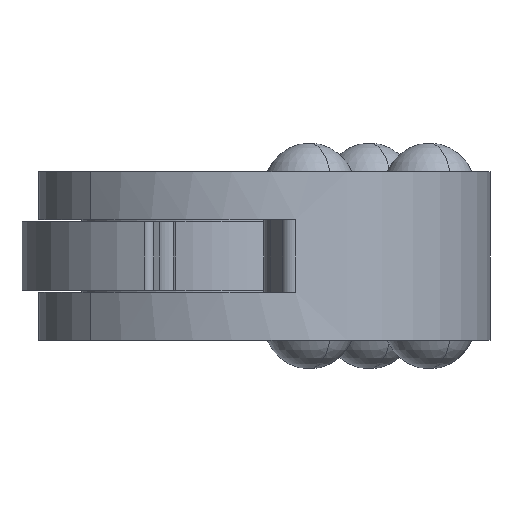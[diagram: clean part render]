
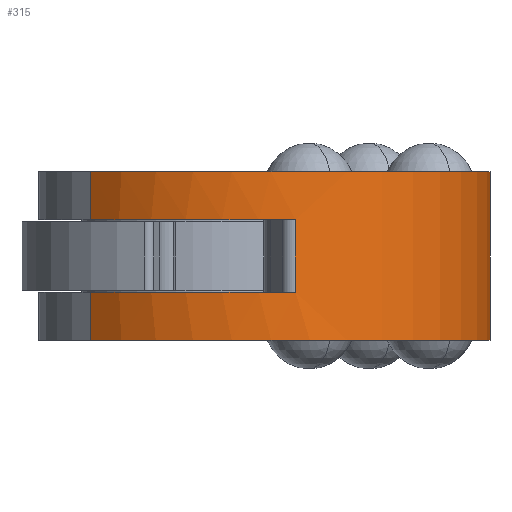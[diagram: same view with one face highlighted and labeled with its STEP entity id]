
A CAD part, left-side view. The second image highlights one B-rep face of the part: STEP entity #315.
In plain terms, the highlighted cylindrical face has radius 9.9 mm (diameter 19.8 mm), a partial arc.
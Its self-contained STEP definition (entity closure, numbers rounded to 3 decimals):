
#256=AXIS2_PLACEMENT_3D('Cylinder Axis2P3D',#253,#254,#255) ;
#269=AXIS2_PLACEMENT_3D('Circle Axis2P3D',#267,#268,$) ;
#283=AXIS2_PLACEMENT_3D('Circle Axis2P3D',#281,#282,$) ;
#297=AXIS2_PLACEMENT_3D('Circle Axis2P3D',#295,#296,$) ;
#302=AXIS2_PLACEMENT_3D('Circle Axis2P3D',#300,#301,$) ;
#231=CARTESIAN_POINT('Vertex',(2.66,16.652,1.2)) ;
#234=CARTESIAN_POINT('Line Origine',(2.66,16.652,2.2)) ;
#238=CARTESIAN_POINT('Vertex',(2.66,16.652,3.2)) ;
#253=CARTESIAN_POINT('Axis2P3D Location',(9.9,9.9,2.2)) ;
#258=CARTESIAN_POINT('Line Origine',(9.9,0.,2.2)) ;
#262=CARTESIAN_POINT('Vertex',(9.9,0.,1.2)) ;
#264=CARTESIAN_POINT('Vertex',(9.9,0.,8.2)) ;
#267=CARTESIAN_POINT('Axis2P3D Location',(9.9,9.9,8.2)) ;
#271=CARTESIAN_POINT('Vertex',(2.66,16.652,8.2)) ;
#274=CARTESIAN_POINT('Line Origine',(2.66,16.652,2.2)) ;
#278=CARTESIAN_POINT('Vertex',(2.66,16.652,6.2)) ;
#281=CARTESIAN_POINT('Axis2P3D Location',(9.9,9.9,6.2)) ;
#285=CARTESIAN_POINT('Vertex',(0.163,8.108,6.2)) ;
#288=CARTESIAN_POINT('Line Origine',(0.163,8.108,2.2)) ;
#292=CARTESIAN_POINT('Vertex',(0.163,8.108,3.2)) ;
#295=CARTESIAN_POINT('Axis2P3D Location',(9.9,9.9,3.2)) ;
#300=CARTESIAN_POINT('Axis2P3D Location',(9.9,9.9,1.2)) ;
#235=DIRECTION('Vector Direction',(0.,0.,1.)) ;
#254=DIRECTION('Axis2P3D Direction',(0.,0.,1.)) ;
#255=DIRECTION('Axis2P3D XDirection',(-0.731,0.682,-0.)) ;
#259=DIRECTION('Vector Direction',(0.,0.,1.)) ;
#268=DIRECTION('Axis2P3D Direction',(0.,0.,1.)) ;
#275=DIRECTION('Vector Direction',(0.,0.,1.)) ;
#282=DIRECTION('Axis2P3D Direction',(0.,0.,1.)) ;
#289=DIRECTION('Vector Direction',(0.,0.,1.)) ;
#296=DIRECTION('Axis2P3D Direction',(0.,0.,1.)) ;
#301=DIRECTION('Axis2P3D Direction',(0.,0.,1.)) ;
#236=VECTOR('Line Direction',#235,1.) ;
#260=VECTOR('Line Direction',#259,1.) ;
#276=VECTOR('Line Direction',#275,1.) ;
#290=VECTOR('Line Direction',#289,1.) ;
#306=ORIENTED_EDGE('',*,*,#266,.T.) ;
#307=ORIENTED_EDGE('',*,*,#273,.F.) ;
#308=ORIENTED_EDGE('',*,*,#280,.F.) ;
#309=ORIENTED_EDGE('',*,*,#287,.T.) ;
#310=ORIENTED_EDGE('',*,*,#294,.T.) ;
#311=ORIENTED_EDGE('',*,*,#299,.F.) ;
#312=ORIENTED_EDGE('',*,*,#240,.F.) ;
#313=ORIENTED_EDGE('',*,*,#304,.T.) ;
#315=ADVANCED_FACE('SCREWTY M23.1\\Buegel_aussen.1\\BUE AS SCREWTY M12',(#314),#257,.T.) ;
#270=CIRCLE('generated circle',#269,9.9) ;
#284=CIRCLE('generated circle',#283,9.9) ;
#298=CIRCLE('generated circle',#297,9.9) ;
#303=CIRCLE('generated circle',#302,9.9) ;
#257=CYLINDRICAL_SURFACE('generated cylinder',#256,9.9) ;
#240=EDGE_CURVE('',#232,#239,#237,.T.) ;
#266=EDGE_CURVE('',#263,#265,#261,.T.) ;
#273=EDGE_CURVE('',#272,#265,#270,.T.) ;
#280=EDGE_CURVE('',#279,#272,#277,.T.) ;
#287=EDGE_CURVE('',#279,#286,#284,.T.) ;
#294=EDGE_CURVE('',#286,#293,#291,.F.) ;
#299=EDGE_CURVE('',#239,#293,#298,.T.) ;
#304=EDGE_CURVE('',#232,#263,#303,.T.) ;
#305=EDGE_LOOP('',(#306,#307,#308,#309,#310,#311,#312,#313)) ;
#314=FACE_OUTER_BOUND('',#305,.T.) ;
#237=LINE('Line',#234,#236) ;
#261=LINE('Line',#258,#260) ;
#277=LINE('Line',#274,#276) ;
#291=LINE('Line',#288,#290) ;
#232=VERTEX_POINT('',#231) ;
#239=VERTEX_POINT('',#238) ;
#263=VERTEX_POINT('',#262) ;
#265=VERTEX_POINT('',#264) ;
#272=VERTEX_POINT('',#271) ;
#279=VERTEX_POINT('',#278) ;
#286=VERTEX_POINT('',#285) ;
#293=VERTEX_POINT('',#292) ;
